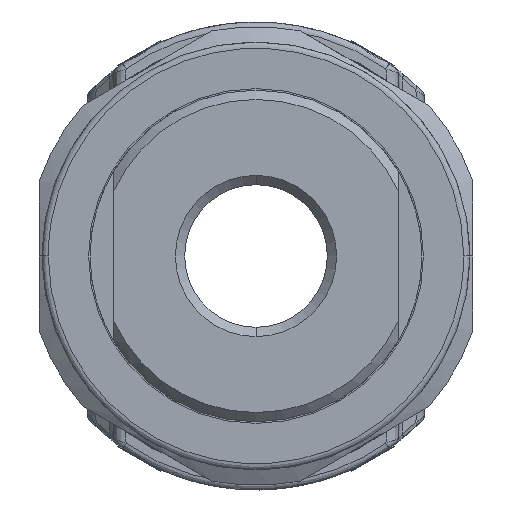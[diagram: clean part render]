
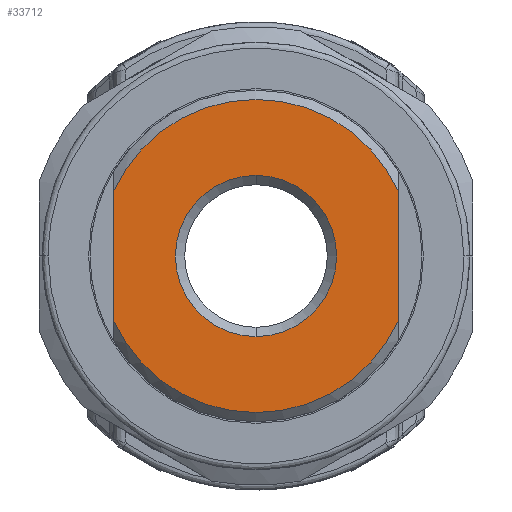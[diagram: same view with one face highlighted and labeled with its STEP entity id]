
A CAD part, front view. The second image highlights one B-rep face of the part: STEP entity #33712.
In plain terms, the highlighted planar face has unit normal (0, -1, 0).
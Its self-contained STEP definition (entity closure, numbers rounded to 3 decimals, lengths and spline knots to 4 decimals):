
#3951 = VERTEX_POINT ( 'NONE', #23728 ) ;
#5452 = DIRECTION ( 'NONE',  ( 0., 1., 0. ) ) ;
#5494 = VERTEX_POINT ( 'NONE', #36058 ) ;
#5763 = EDGE_LOOP ( 'NONE', ( #50668, #17783, #11163, #17704 ) ) ;
#6275 = CARTESIAN_POINT ( 'NONE',  ( 0.9055, -2.4173, 0.4102 ) ) ;
#9185 = FACE_OUTER_BOUND ( 'NONE', #5763, .T. ) ;
#9816 = CARTESIAN_POINT ( 'NONE',  ( 0., -2.4173, 0. ) ) ;
#9980 = VECTOR ( 'NONE', #50184, 39.3701 ) ;
#10663 = EDGE_CURVE ( 'NONE', #11296, #38918, #52380, .T. ) ;
#11163 = ORIENTED_EDGE ( 'NONE', *, *, #50643, .T. ) ;
#11296 = VERTEX_POINT ( 'NONE', #19074 ) ;
#13877 = CARTESIAN_POINT ( 'NONE',  ( 0.9055, -2.4173, 0.9843 ) ) ;
#14290 = CIRCLE ( 'NONE', #41288, 0.9941 ) ;
#14328 = CARTESIAN_POINT ( 'NONE',  ( 0., -2.4173, 0. ) ) ;
#14983 = AXIS2_PLACEMENT_3D ( 'NONE', #41268, #19196, #35797 ) ;
#16347 = CARTESIAN_POINT ( 'NONE',  ( 0., -2.4173, 0. ) ) ;
#17704 = ORIENTED_EDGE ( 'NONE', *, *, #46770, .F. ) ;
#17783 = ORIENTED_EDGE ( 'NONE', *, *, #21622, .F. ) ;
#18147 = DIRECTION ( 'NONE',  ( 1., 0., 0. ) ) ;
#19074 = CARTESIAN_POINT ( 'NONE',  ( 0., -2.4173, -0.5118 ) ) ;
#19196 = DIRECTION ( 'NONE',  ( 0., 1., 0. ) ) ;
#21622 = EDGE_CURVE ( 'NONE', #5494, #40807, #52783, .T. ) ;
#23037 = PLANE ( 'NONE',  #46763 ) ;
#23335 = EDGE_CURVE ( 'NONE', #25092, #40807, #26130, .T. ) ;
#23728 = CARTESIAN_POINT ( 'NONE',  ( -0.9055, -2.4173, -0.4102 ) ) ;
#24598 = LINE ( 'NONE', #29750, #9980 ) ;
#24769 = EDGE_LOOP ( 'NONE', ( #29180, #33392 ) ) ;
#25092 = VERTEX_POINT ( 'NONE', #27808 ) ;
#26130 = LINE ( 'NONE', #13877, #46198 ) ;
#27808 = CARTESIAN_POINT ( 'NONE',  ( 0.9055, -2.4173, -0.4102 ) ) ;
#29180 = ORIENTED_EDGE ( 'NONE', *, *, #10663, .T. ) ;
#29750 = CARTESIAN_POINT ( 'NONE',  ( -0.9055, -2.4173, 0.9843 ) ) ;
#30460 = DIRECTION ( 'NONE',  ( 0., 0., 1. ) ) ;
#32680 = DIRECTION ( 'NONE',  ( -1., 0., 0. ) ) ;
#33392 = ORIENTED_EDGE ( 'NONE', *, *, #42492, .T. ) ;
#33712 = ADVANCED_FACE ( 'NONE', ( #46480, #9185 ), #23037, .T. ) ;
#35413 = DIRECTION ( 'NONE',  ( -1., 0., 0. ) ) ;
#35797 = DIRECTION ( 'NONE',  ( 0., 0., -1. ) ) ;
#36058 = CARTESIAN_POINT ( 'NONE',  ( -0.9055, -2.4173, 0.4102 ) ) ;
#36209 = CARTESIAN_POINT ( 'NONE',  ( 0., -2.4173, 0. ) ) ;
#38918 = VERTEX_POINT ( 'NONE', #45968 ) ;
#40211 = AXIS2_PLACEMENT_3D ( 'NONE', #9816, #5452, #42780 ) ;
#40807 = VERTEX_POINT ( 'NONE', #6275 ) ;
#41268 = CARTESIAN_POINT ( 'NONE',  ( 0., -2.4173, 0. ) ) ;
#41288 = AXIS2_PLACEMENT_3D ( 'NONE', #36209, #52827, #35413 ) ;
#42492 = EDGE_CURVE ( 'NONE', #38918, #11296, #51531, .T. ) ;
#42780 = DIRECTION ( 'NONE',  ( 0., 0., -1. ) ) ;
#45816 = AXIS2_PLACEMENT_3D ( 'NONE', #16347, #49033, #32680 ) ;
#45968 = CARTESIAN_POINT ( 'NONE',  ( 0., -2.4173, 0.5118 ) ) ;
#46198 = VECTOR ( 'NONE', #30460, 39.3701 ) ;
#46480 = FACE_BOUND ( 'NONE', #24769, .T. ) ;
#46763 = AXIS2_PLACEMENT_3D ( 'NONE', #14328, #47269, #18147 ) ;
#46770 = EDGE_CURVE ( 'NONE', #25092, #3951, #14290, .T. ) ;
#47269 = DIRECTION ( 'NONE',  ( 0., -1., 0. ) ) ;
#49033 = DIRECTION ( 'NONE',  ( 0., 1., 0. ) ) ;
#50184 = DIRECTION ( 'NONE',  ( 0., 0., -1. ) ) ;
#50643 = EDGE_CURVE ( 'NONE', #5494, #3951, #24598, .T. ) ;
#50668 = ORIENTED_EDGE ( 'NONE', *, *, #23335, .T. ) ;
#51531 = CIRCLE ( 'NONE', #40211, 0.5118 ) ;
#52380 = CIRCLE ( 'NONE', #14983, 0.5118 ) ;
#52783 = CIRCLE ( 'NONE', #45816, 0.9941 ) ;
#52827 = DIRECTION ( 'NONE',  ( 0., 1., 0. ) ) ;
